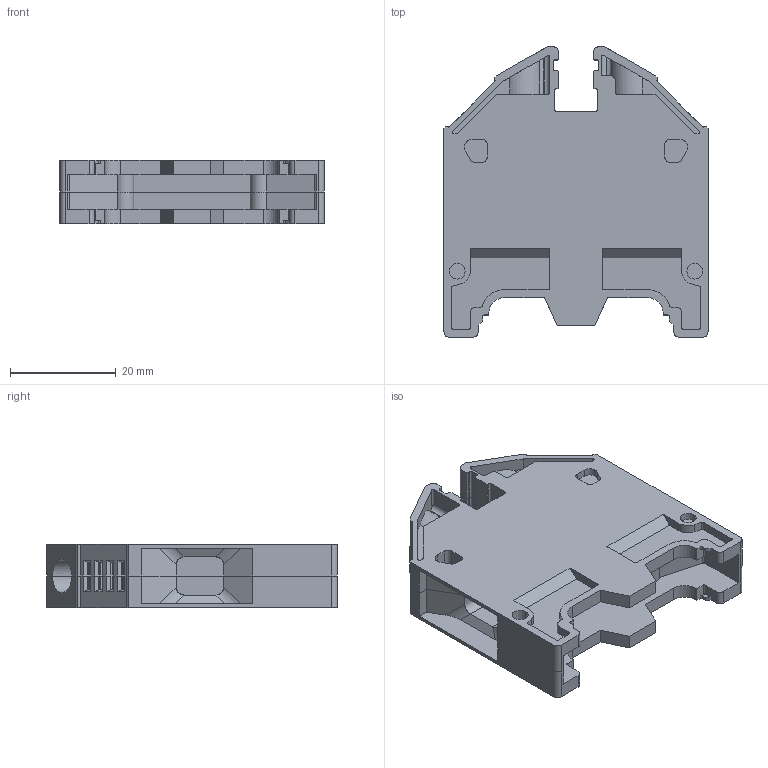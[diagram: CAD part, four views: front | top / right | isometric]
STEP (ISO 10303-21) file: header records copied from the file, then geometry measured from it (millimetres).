
FILE_DESCRIPTION(/* description */ (''),/* implementation_level */ '2;1');
FILE_NAME(/* name */ '1197_2_SL16_35_TS35_iso.stp',/* time_stamp */ '2010-06-15T13:12:45+02:00',/* author */ (''),/* organization */ (''),/* preprocessor_version */ 'ST-DEVELOPER v11',/* originating_system */ 'SIEMENS UGS NX 6.0',/* authorisation */ '');
FILE_SCHEMA (('CONFIG_CONTROL_DESIGN'));
Length unit declared in the file: millimetre
Products named in the file (1): sl16iso_info
Bounding box: 50 x 55 x 12 mm (x, y, z)
Volume: 18270.9 mm3; surface area: 13867.2 mm2
Topology: 2 solids, 2 shells, 734 faces, 2052 edges, 1346 vertices
Faces by surface type: plane 456, cylinder 240, cone 24, torus 8, bspline 6
Full cylindrical faces by diameter (mm): 2.436 x4, 2.739 x4, 3 x4
Entity records: 23646 total; most frequent: CARTESIAN_POINT 4547, ORIENTED_EDGE 3988, DIRECTION 3914, EDGE_CURVE 1994, LINE 1476, VECTOR 1476, VERTEX_POINT 1340, AXIS2_PLACEMENT_3D 1219
